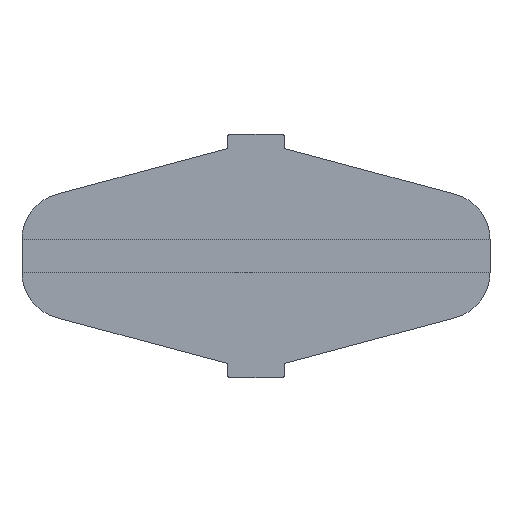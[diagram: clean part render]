
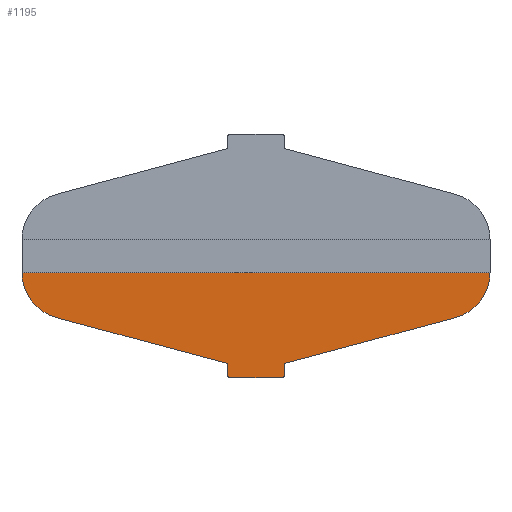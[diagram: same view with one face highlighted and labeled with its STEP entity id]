
A CAD part, front view. The second image highlights one B-rep face of the part: STEP entity #1195.
In plain terms, the highlighted planar face has unit normal (0, -1, 0).
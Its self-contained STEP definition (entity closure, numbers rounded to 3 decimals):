
#6 = DIRECTION ( 'NONE',  ( 0., 1., 0. ) ) ;
#14 = ORIENTED_EDGE ( 'NONE', *, *, #207, .T. ) ;
#16 = DIRECTION ( 'NONE',  ( 0., 0., 1. ) ) ;
#25 = EDGE_CURVE ( 'NONE', #89, #223, #70, .T. ) ;
#29 = VECTOR ( 'NONE', #263, 1000. ) ;
#35 = AXIS2_PLACEMENT_3D ( 'NONE', #711, #6, #1012 ) ;
#40 = DIRECTION ( 'NONE',  ( 0., 0., 1. ) ) ;
#49 = PLANE ( 'NONE',  #35 ) ;
#70 = CIRCLE ( 'NONE', #1294, 5. ) ;
#89 = VERTEX_POINT ( 'NONE', #403 ) ;
#93 = CARTESIAN_POINT ( 'NONE',  ( 3., -6., -12.8 ) ) ;
#97 = DIRECTION ( 'NONE',  ( 0., 1., 0. ) ) ;
#126 = LINE ( 'NONE', #238, #29 ) ;
#127 = AXIS2_PLACEMENT_3D ( 'NONE', #657, #97, #562 ) ;
#177 = ORIENTED_EDGE ( 'NONE', *, *, #561, .T. ) ;
#179 = CARTESIAN_POINT ( 'NONE',  ( -3., -6., -11.648 ) ) ;
#193 = DIRECTION ( 'NONE',  ( 0., -1., 0. ) ) ;
#205 = ORIENTED_EDGE ( 'NONE', *, *, #1101, .F. ) ;
#207 = EDGE_CURVE ( 'NONE', #1078, #244, #793, .T. ) ;
#217 = DIRECTION ( 'NONE',  ( -0.966, 0., -0.259 ) ) ;
#223 = VERTEX_POINT ( 'NONE', #340 ) ;
#231 = DIRECTION ( 'NONE',  ( 0., -1., 0. ) ) ;
#238 = CARTESIAN_POINT ( 'NONE',  ( 3., -6., -11.648 ) ) ;
#242 = ORIENTED_EDGE ( 'NONE', *, *, #1000, .F. ) ;
#244 = VERTEX_POINT ( 'NONE', #93 ) ;
#251 = EDGE_LOOP ( 'NONE', ( #1118, #470, #990, #721, #205, #595, #177, #1014, #14, #697, #574, #242 ) ) ;
#263 = DIRECTION ( 'NONE',  ( 0., 0., -1. ) ) ;
#270 = VECTOR ( 'NONE', #492, 1000. ) ;
#276 = CIRCLE ( 'NONE', #1129, 0.2 ) ;
#284 = CARTESIAN_POINT ( 'NONE',  ( -3., -6., -13. ) ) ;
#328 = VERTEX_POINT ( 'NONE', #646 ) ;
#334 = VECTOR ( 'NONE', #446, 1000. ) ;
#340 = CARTESIAN_POINT ( 'NONE',  ( -25., -6., -1.763 ) ) ;
#344 = CARTESIAN_POINT ( 'NONE',  ( -2.8, -6., -12.8 ) ) ;
#347 = VERTEX_POINT ( 'NONE', #1182 ) ;
#350 = VERTEX_POINT ( 'NONE', #1194 ) ;
#360 = CARTESIAN_POINT ( 'NONE',  ( -3.148, -6., -11.455 ) ) ;
#363 = LINE ( 'NONE', #179, #727 ) ;
#365 = LINE ( 'NONE', #1047, #270 ) ;
#378 = LINE ( 'NONE', #491, #1031 ) ;
#386 = EDGE_CURVE ( 'NONE', #682, #1286, #276, .T. ) ;
#388 = EDGE_CURVE ( 'NONE', #347, #328, #1205, .T. ) ;
#403 = CARTESIAN_POINT ( 'NONE',  ( -21.294, -6., -6.593 ) ) ;
#436 = CARTESIAN_POINT ( 'NONE',  ( -3.2, -6., -11.648 ) ) ;
#446 = DIRECTION ( 'NONE',  ( -1., 0., 0. ) ) ;
#454 = EDGE_CURVE ( 'NONE', #347, #223, #378, .T. ) ;
#463 = CARTESIAN_POINT ( 'NONE',  ( 3.2, -6., -11.648 ) ) ;
#470 = ORIENTED_EDGE ( 'NONE', *, *, #454, .T. ) ;
#476 = DIRECTION ( 'NONE',  ( 0., -1., 0. ) ) ;
#491 = CARTESIAN_POINT ( 'NONE',  ( 3.2, -6., -1.763 ) ) ;
#492 = DIRECTION ( 'NONE',  ( -0.966, 0., 0.259 ) ) ;
#504 = AXIS2_PLACEMENT_3D ( 'NONE', #344, #476, #570 ) ;
#525 = DIRECTION ( 'NONE',  ( 0., 0., -1. ) ) ;
#546 = CIRCLE ( 'NONE', #504, 0.2 ) ;
#561 = EDGE_CURVE ( 'NONE', #1306, #1171, #546, .T. ) ;
#562 = DIRECTION ( 'NONE',  ( 0., 0., 1. ) ) ;
#563 = CIRCLE ( 'NONE', #827, 0.2 ) ;
#570 = DIRECTION ( 'NONE',  ( 0., 0., 1. ) ) ;
#572 = DIRECTION ( 'NONE',  ( 0., -1., 0. ) ) ;
#574 = ORIENTED_EDGE ( 'NONE', *, *, #386, .F. ) ;
#595 = ORIENTED_EDGE ( 'NONE', *, *, #1067, .F. ) ;
#611 = LINE ( 'NONE', #284, #334 ) ;
#619 = CARTESIAN_POINT ( 'NONE',  ( 2.8, -6., -13. ) ) ;
#622 = EDGE_CURVE ( 'NONE', #1078, #1171, #611, .T. ) ;
#634 = EDGE_CURVE ( 'NONE', #1286, #244, #126, .T. ) ;
#640 = DIRECTION ( 'NONE',  ( 0., 1., 0. ) ) ;
#646 = CARTESIAN_POINT ( 'NONE',  ( 21.294, -6., -6.593 ) ) ;
#657 = CARTESIAN_POINT ( 'NONE',  ( 20., -6., -1.763 ) ) ;
#682 = VERTEX_POINT ( 'NONE', #1311 ) ;
#697 = ORIENTED_EDGE ( 'NONE', *, *, #634, .F. ) ;
#706 = AXIS2_PLACEMENT_3D ( 'NONE', #1060, #193, #1314 ) ;
#711 = CARTESIAN_POINT ( 'NONE',  ( 3.2, -6., 11.648 ) ) ;
#721 = ORIENTED_EDGE ( 'NONE', *, *, #841, .F. ) ;
#723 = CARTESIAN_POINT ( 'NONE',  ( -3., -6., -12.8 ) ) ;
#727 = VECTOR ( 'NONE', #40, 1000. ) ;
#740 = CARTESIAN_POINT ( 'NONE',  ( -2.8, -6., -13. ) ) ;
#765 = DIRECTION ( 'NONE',  ( -1., 0., 0. ) ) ;
#793 = CIRCLE ( 'NONE', #706, 0.2 ) ;
#827 = AXIS2_PLACEMENT_3D ( 'NONE', #436, #231, #16 ) ;
#841 = EDGE_CURVE ( 'NONE', #1076, #89, #365, .T. ) ;
#842 = FACE_OUTER_BOUND ( 'NONE', #251, .T. ) ;
#928 = DIRECTION ( 'NONE',  ( 0., 0., -1. ) ) ;
#968 = CARTESIAN_POINT ( 'NONE',  ( -20., -6., -1.763 ) ) ;
#990 = ORIENTED_EDGE ( 'NONE', *, *, #25, .F. ) ;
#1000 = EDGE_CURVE ( 'NONE', #328, #682, #1238, .T. ) ;
#1012 = DIRECTION ( 'NONE',  ( 0., 0., 1. ) ) ;
#1014 = ORIENTED_EDGE ( 'NONE', *, *, #622, .F. ) ;
#1031 = VECTOR ( 'NONE', #765, 1000. ) ;
#1047 = CARTESIAN_POINT ( 'NONE',  ( -21.294, -6., -6.593 ) ) ;
#1060 = CARTESIAN_POINT ( 'NONE',  ( 2.8, -6., -12.8 ) ) ;
#1067 = EDGE_CURVE ( 'NONE', #1306, #350, #363, .T. ) ;
#1076 = VERTEX_POINT ( 'NONE', #360 ) ;
#1078 = VERTEX_POINT ( 'NONE', #619 ) ;
#1101 = EDGE_CURVE ( 'NONE', #350, #1076, #563, .T. ) ;
#1110 = CARTESIAN_POINT ( 'NONE',  ( 3., -6., -11.648 ) ) ;
#1118 = ORIENTED_EDGE ( 'NONE', *, *, #388, .F. ) ;
#1129 = AXIS2_PLACEMENT_3D ( 'NONE', #463, #572, #525 ) ;
#1168 = VECTOR ( 'NONE', #217, 1000. ) ;
#1171 = VERTEX_POINT ( 'NONE', #740 ) ;
#1182 = CARTESIAN_POINT ( 'NONE',  ( 25., -6., -1.763 ) ) ;
#1194 = CARTESIAN_POINT ( 'NONE',  ( -3., -6., -11.648 ) ) ;
#1195 = ADVANCED_FACE ( 'NONE', ( #842 ), #49, .F. ) ;
#1205 = CIRCLE ( 'NONE', #127, 5. ) ;
#1238 = LINE ( 'NONE', #1252, #1168 ) ;
#1252 = CARTESIAN_POINT ( 'NONE',  ( 21.294, -6., -6.593 ) ) ;
#1286 = VERTEX_POINT ( 'NONE', #1110 ) ;
#1294 = AXIS2_PLACEMENT_3D ( 'NONE', #968, #640, #928 ) ;
#1306 = VERTEX_POINT ( 'NONE', #723 ) ;
#1311 = CARTESIAN_POINT ( 'NONE',  ( 3.148, -6., -11.455 ) ) ;
#1314 = DIRECTION ( 'NONE',  ( 0., 0., 1. ) ) ;
